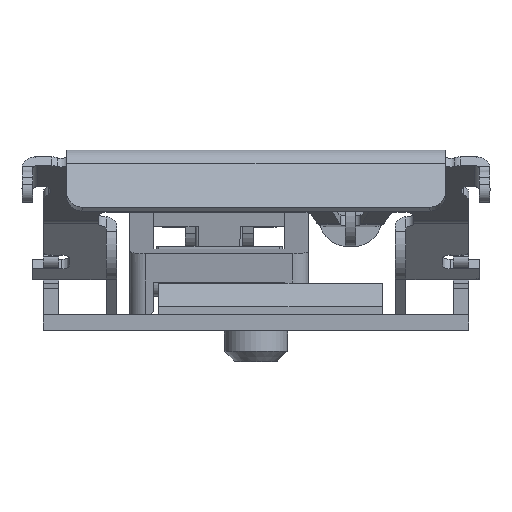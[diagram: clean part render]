
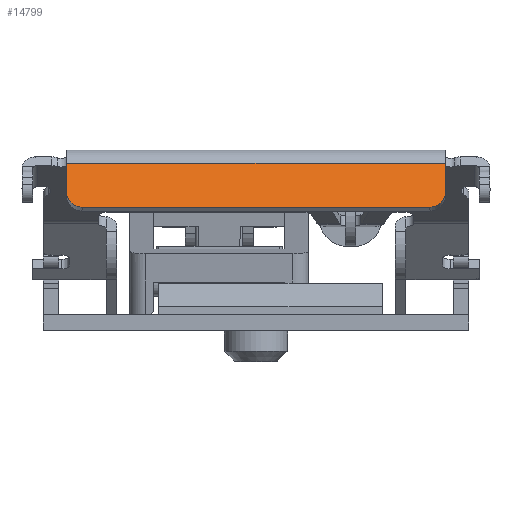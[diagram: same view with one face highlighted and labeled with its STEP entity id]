
A CAD part, left-side view. The second image highlights one B-rep face of the part: STEP entity #14799.
In plain terms, the highlighted face is planar.
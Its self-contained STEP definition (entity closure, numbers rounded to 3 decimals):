
#381=PLANE('',#15844);
#969=FACE_OUTER_BOUND('',#1769,.T.);
#1769=EDGE_LOOP('',(#11704,#11705,#11706,#11707,#11708,#11709));
#2504=CIRCLE('',#15845,0.3);
#2505=CIRCLE('',#15846,0.3);
#3658=LINE('',#24154,#5279);
#3659=LINE('',#24157,#5280);
#3660=LINE('',#24161,#5281);
#3661=LINE('',#24164,#5282);
#5279=VECTOR('',#18487,1000.);
#5280=VECTOR('',#18490,1000.);
#5281=VECTOR('',#18493,1000.);
#5282=VECTOR('',#18496,1000.);
#6800=VERTEX_POINT('',#24123);
#6804=VERTEX_POINT('',#24152);
#6805=VERTEX_POINT('',#24156);
#6806=VERTEX_POINT('',#24158);
#6807=VERTEX_POINT('',#24160);
#6808=VERTEX_POINT('',#24162);
#8592=EDGE_CURVE('',#6800,#6804,#3658,.T.);
#8593=EDGE_CURVE('',#6805,#6804,#3659,.T.);
#8594=EDGE_CURVE('',#6805,#6806,#2504,.T.);
#8595=EDGE_CURVE('',#6807,#6806,#3660,.T.);
#8596=EDGE_CURVE('',#6807,#6808,#2505,.T.);
#8597=EDGE_CURVE('',#6800,#6808,#3661,.T.);
#11704=ORIENTED_EDGE('',*,*,#8593,.F.);
#11705=ORIENTED_EDGE('',*,*,#8594,.T.);
#11706=ORIENTED_EDGE('',*,*,#8595,.F.);
#11707=ORIENTED_EDGE('',*,*,#8596,.T.);
#11708=ORIENTED_EDGE('',*,*,#8597,.F.);
#11709=ORIENTED_EDGE('',*,*,#8592,.T.);
#14799=ADVANCED_FACE('',(#969),#381,.F.);
#15844=AXIS2_PLACEMENT_3D('',#24155,#18488,#18489);
#15845=AXIS2_PLACEMENT_3D('',#24159,#18491,#18492);
#15846=AXIS2_PLACEMENT_3D('',#24163,#18494,#18495);
#18487=DIRECTION('',(0.,0.,-1.));
#18488=DIRECTION('center_axis',(1.,0.,0.));
#18489=DIRECTION('ref_axis',(0.,0.,-1.));
#18490=DIRECTION('',(0.,1.,0.));
#18491=DIRECTION('center_axis',(-1.,0.,0.));
#18492=DIRECTION('ref_axis',(0.,0.,-1.));
#18493=DIRECTION('',(0.,0.,-1.));
#18494=DIRECTION('center_axis',(-1.,0.,0.));
#18495=DIRECTION('ref_axis',(0.,0.,-1.));
#18496=DIRECTION('',(0.,-1.,0.));
#24123=CARTESIAN_POINT('',(-5.3,0.15,7.65));
#24152=CARTESIAN_POINT('',(-5.3,0.15,0.45));
#24154=CARTESIAN_POINT('',(-5.3,0.15,8.1));
#24155=CARTESIAN_POINT('Origin',(-5.3,0.15,8.1));
#24156=CARTESIAN_POINT('',(-5.3,-0.45,0.45));
#24157=CARTESIAN_POINT('',(-5.3,-0.75,0.45));
#24158=CARTESIAN_POINT('',(-5.3,-0.75,0.75));
#24159=CARTESIAN_POINT('Origin',(-5.3,-0.45,0.75));
#24160=CARTESIAN_POINT('',(-5.3,-0.75,7.35));
#24161=CARTESIAN_POINT('',(-5.3,-0.75,8.1));
#24162=CARTESIAN_POINT('',(-5.3,-0.45,7.65));
#24163=CARTESIAN_POINT('Origin',(-5.3,-0.45,7.35));
#24164=CARTESIAN_POINT('',(-5.3,0.15,7.65));
